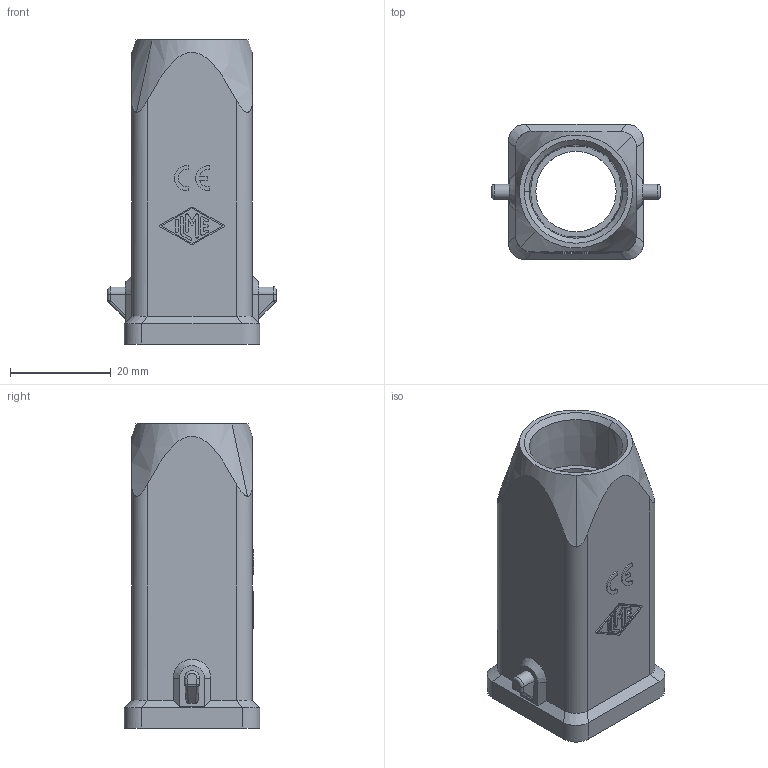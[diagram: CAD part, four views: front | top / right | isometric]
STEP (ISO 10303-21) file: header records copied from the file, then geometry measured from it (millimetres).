
FILE_DESCRIPTION(('Creo Elements/Direct Modeling STEP Export'),'2;1');
FILE_NAME('0lndqdl5sjkta417244','2023-09-07T 9:53:18',(''),(''),'Creo Elements/Direct Modeling STEP processor for AP214 (Solid Model)','Creo Elements/Direct Modeling 20.1B 02-Apr-2019 (C) Parametric Technology GmbH','');
FILE_SCHEMA(('AUTOMOTIVE_DESIGN { 1 0 10303 214 1 1 1 1 }'));
Length unit declared in the file: millimetre
Products named in the file (1): 53470_B
Bounding box: 33.5 x 27 x 60.5 mm (x, y, z)
Volume: 9701.5 mm3; surface area: 10936.9 mm2
Topology: 1 solids, 1 shells, 194 faces, 502 edges, 319 vertices
Faces by surface type: plane 96, cylinder 62, cone 15, torus 8, extrusion 5, bspline 4, sphere 4
Entity records: 10148 total; most frequent: CARTESIAN_POINT 3838, ORIENTED_EDGE 996, DIRECTION 972, EDGE_CURVE 498, AXIS2_PLACEMENT_3D 328, VERTEX_POINT 319, VECTOR 316, LINE 311
